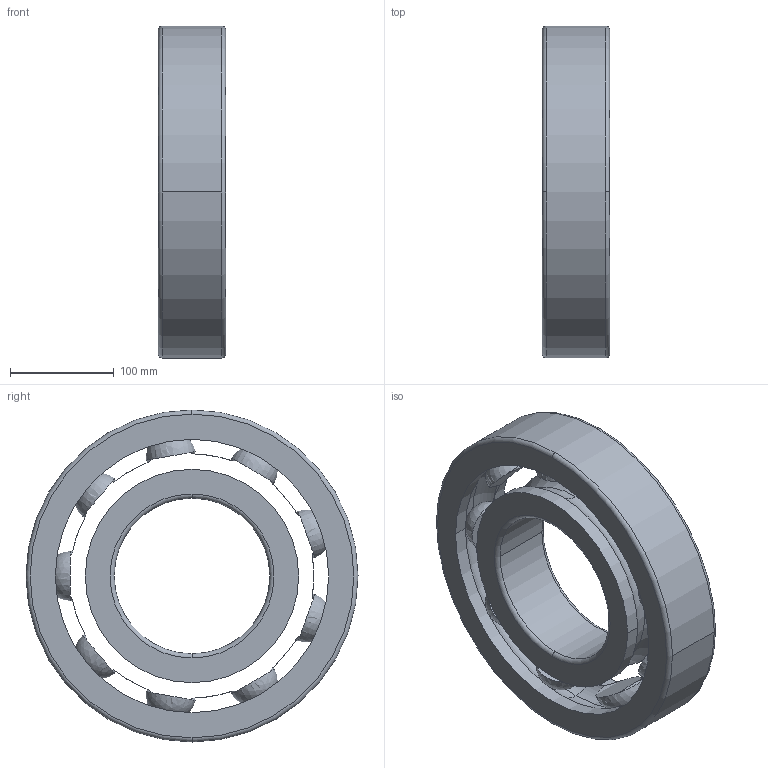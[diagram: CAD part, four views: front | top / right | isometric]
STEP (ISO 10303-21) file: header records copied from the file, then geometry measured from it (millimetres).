
FILE_DESCRIPTION(('STEP AP214'),'1');
FILE_NAME('6330_m_c3.stp','2025-07-15T09:25:52',('TraceParts'),('TraceParts S.A.'),'Spatial InterOp 3D',' ',' ');
FILE_SCHEMA(('AUTOMOTIVE_DESIGN { 1 0 10303 214 1 1 1 1 }'));
Length unit declared in the file: millimetre
Products named in the file (1): SKF_bearing_6330_M_2_1
Bounding box: 65 x 320 x 320 mm (x, y, z)
Volume: 2826786.9 mm3; surface area: 342704.5 mm2
Topology: 3 solids, 3 shells, 68 faces, 188 edges, 106 vertices
Faces by surface type: torus 34, sphere 18, cylinder 12, plane 4
Entity records: 2548 total; most frequent: CARTESIAN_POINT 941, DIRECTION 362, ORIENTED_EDGE 304, AXIS2_PLACEMENT_3D 175, EDGE_CURVE 152, VERTEX_POINT 106, CIRCLE 104, EDGE_LOOP 90
